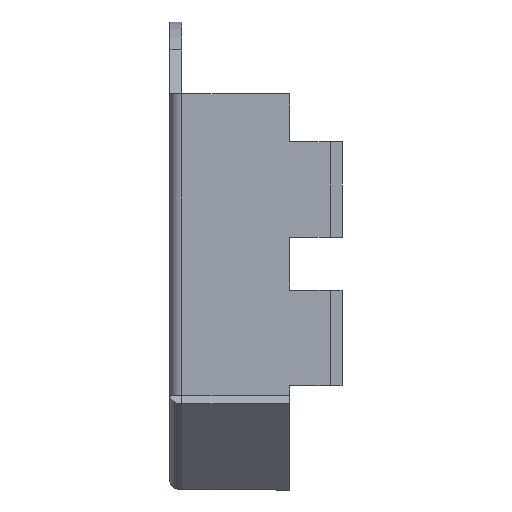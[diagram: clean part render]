
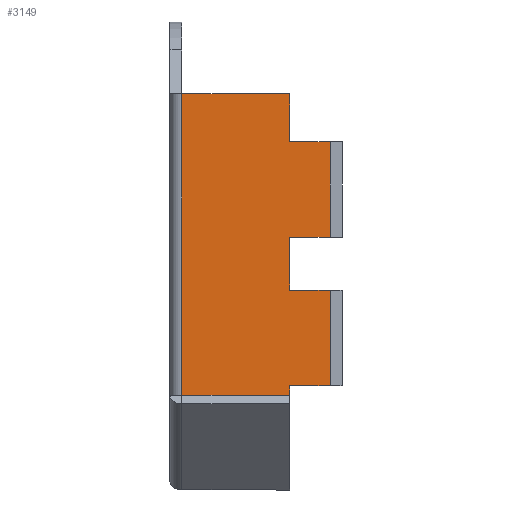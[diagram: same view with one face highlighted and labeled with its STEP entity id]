
A CAD part, left-side view. The second image highlights one B-rep face of the part: STEP entity #3149.
In plain terms, the highlighted planar face has unit normal (-1, 0, 0).
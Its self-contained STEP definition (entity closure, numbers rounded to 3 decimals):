
#31 = LINE ( 'NONE', #3219, #1405 ) ;
#107 = VERTEX_POINT ( 'NONE', #2768 ) ;
#121 = VECTOR ( 'NONE', #2189, 1000. ) ;
#130 = ORIENTED_EDGE ( 'NONE', *, *, #545, .F. ) ;
#157 = EDGE_LOOP ( 'NONE', ( #2107, #1765, #2292, #3445, #2111, #130, #1223, #1656, #3283, #2230, #3165, #1058 ) ) ;
#220 = VERTEX_POINT ( 'NONE', #3390 ) ;
#243 = LINE ( 'NONE', #278, #121 ) ;
#278 = CARTESIAN_POINT ( 'NONE',  ( -6.75, -2.5, -0.8 ) ) ;
#327 = LINE ( 'NONE', #448, #711 ) ;
#347 = LINE ( 'NONE', #561, #1219 ) ;
#443 = EDGE_CURVE ( 'NONE', #1575, #2327, #2045, .T. ) ;
#448 = CARTESIAN_POINT ( 'NONE',  ( -6.75, -0.25, 3.3 ) ) ;
#469 = EDGE_CURVE ( 'NONE', #2366, #836, #1253, .T. ) ;
#478 = CARTESIAN_POINT ( 'NONE',  ( -6.75, -0.25, -3. ) ) ;
#483 = CARTESIAN_POINT ( 'NONE',  ( -6.75, -2.5, -3. ) ) ;
#545 = EDGE_CURVE ( 'NONE', #2777, #220, #243, .T. ) ;
#547 = CARTESIAN_POINT ( 'NONE',  ( -6.75, -2.5, 0.3 ) ) ;
#555 = VECTOR ( 'NONE', #1004, 1000. ) ;
#561 = CARTESIAN_POINT ( 'NONE',  ( -6.75, -2.5, -2.8 ) ) ;
#581 = CARTESIAN_POINT ( 'NONE',  ( -6.75, -2.5, -2.8 ) ) ;
#626 = DIRECTION ( 'NONE',  ( 0., 0., -1. ) ) ;
#650 = VERTEX_POINT ( 'NONE', #1207 ) ;
#675 = FACE_OUTER_BOUND ( 'NONE', #157, .T. ) ;
#711 = VECTOR ( 'NONE', #3464, 1000. ) ;
#745 = CARTESIAN_POINT ( 'NONE',  ( -6.75, -2.5, -3. ) ) ;
#776 = EDGE_CURVE ( 'NONE', #3375, #1140, #31, .T. ) ;
#836 = VERTEX_POINT ( 'NONE', #478 ) ;
#850 = CARTESIAN_POINT ( 'NONE',  ( -6.75, -3.35, -2.8 ) ) ;
#932 = CARTESIAN_POINT ( 'NONE',  ( -6.75, -2.5, -3. ) ) ;
#1004 = DIRECTION ( 'NONE',  ( 0., 0., 1. ) ) ;
#1051 = DIRECTION ( 'NONE',  ( 0., -1., 0. ) ) ;
#1052 = CARTESIAN_POINT ( 'NONE',  ( -6.75, -0.25, -3. ) ) ;
#1058 = ORIENTED_EDGE ( 'NONE', *, *, #2763, .F. ) ;
#1064 = CARTESIAN_POINT ( 'NONE',  ( -6.75, -2.5, 3.3 ) ) ;
#1093 = DIRECTION ( 'NONE',  ( 0., -1., 0. ) ) ;
#1117 = DIRECTION ( 'NONE',  ( 0., 0., 1. ) ) ;
#1140 = VERTEX_POINT ( 'NONE', #1813 ) ;
#1152 = EDGE_CURVE ( 'NONE', #2327, #107, #3516, .T. ) ;
#1170 = AXIS2_PLACEMENT_3D ( 'NONE', #1837, #1570, #1051 ) ;
#1207 = CARTESIAN_POINT ( 'NONE',  ( -6.75, -3.35, -2.8 ) ) ;
#1219 = VECTOR ( 'NONE', #1923, 1000. ) ;
#1220 = DIRECTION ( 'NONE',  ( 0., -1., 0. ) ) ;
#1223 = ORIENTED_EDGE ( 'NONE', *, *, #3560, .F. ) ;
#1253 = LINE ( 'NONE', #1052, #2688 ) ;
#1288 = EDGE_CURVE ( 'NONE', #836, #3361, #327, .T. ) ;
#1289 = LINE ( 'NONE', #850, #1879 ) ;
#1312 = DIRECTION ( 'NONE',  ( 0., 0., -1. ) ) ;
#1338 = VECTOR ( 'NONE', #2440, 1000. ) ;
#1405 = VECTOR ( 'NONE', #1093, 1000. ) ;
#1570 = DIRECTION ( 'NONE',  ( -1., 0., 0. ) ) ;
#1575 = VERTEX_POINT ( 'NONE', #1064 ) ;
#1656 = ORIENTED_EDGE ( 'NONE', *, *, #776, .T. ) ;
#1765 = ORIENTED_EDGE ( 'NONE', *, *, #469, .F. ) ;
#1813 = CARTESIAN_POINT ( 'NONE',  ( -6.75, -3.35, 0.3 ) ) ;
#1837 = CARTESIAN_POINT ( 'NONE',  ( -6.75, 0., 0. ) ) ;
#1843 = CARTESIAN_POINT ( 'NONE',  ( -6.75, -2.5, -0.8 ) ) ;
#1874 = DIRECTION ( 'NONE',  ( 0., 1., 0. ) ) ;
#1879 = VECTOR ( 'NONE', #1117, 1000. ) ;
#1923 = DIRECTION ( 'NONE',  ( 0., -1., 0. ) ) ;
#2045 = LINE ( 'NONE', #483, #1338 ) ;
#2092 = LINE ( 'NONE', #745, #2593 ) ;
#2107 = ORIENTED_EDGE ( 'NONE', *, *, #1288, .F. ) ;
#2111 = ORIENTED_EDGE ( 'NONE', *, *, #3023, .T. ) ;
#2114 = CARTESIAN_POINT ( 'NONE',  ( -6.75, -2.5, 3.3 ) ) ;
#2188 = CARTESIAN_POINT ( 'NONE',  ( -6.75, -0.25, 3.3 ) ) ;
#2189 = DIRECTION ( 'NONE',  ( 0., -1., 0. ) ) ;
#2230 = ORIENTED_EDGE ( 'NONE', *, *, #1152, .F. ) ;
#2267 = CARTESIAN_POINT ( 'NONE',  ( -6.75, -2.5, 2.3 ) ) ;
#2292 = ORIENTED_EDGE ( 'NONE', *, *, #2588, .F. ) ;
#2327 = VERTEX_POINT ( 'NONE', #2267 ) ;
#2366 = VERTEX_POINT ( 'NONE', #3067 ) ;
#2413 = VERTEX_POINT ( 'NONE', #581 ) ;
#2440 = DIRECTION ( 'NONE',  ( 0., 0., -1. ) ) ;
#2588 = EDGE_CURVE ( 'NONE', #2413, #2366, #2092, .T. ) ;
#2593 = VECTOR ( 'NONE', #1312, 1000. ) ;
#2602 = VECTOR ( 'NONE', #626, 1000. ) ;
#2638 = VECTOR ( 'NONE', #3495, 1000. ) ;
#2688 = VECTOR ( 'NONE', #1874, 1000. ) ;
#2763 = EDGE_CURVE ( 'NONE', #3361, #1575, #3081, .T. ) ;
#2768 = CARTESIAN_POINT ( 'NONE',  ( -6.75, -3.35, 2.3 ) ) ;
#2777 = VERTEX_POINT ( 'NONE', #1843 ) ;
#2785 = EDGE_CURVE ( 'NONE', #1140, #107, #3479, .T. ) ;
#2945 = CARTESIAN_POINT ( 'NONE',  ( -6.75, -3.35, 0.3 ) ) ;
#3023 = EDGE_CURVE ( 'NONE', #650, #220, #1289, .T. ) ;
#3067 = CARTESIAN_POINT ( 'NONE',  ( -6.75, -2.5, -3. ) ) ;
#3081 = LINE ( 'NONE', #2114, #2638 ) ;
#3149 = ADVANCED_FACE ( 'NONE', ( #675 ), #3497, .T. ) ;
#3165 = ORIENTED_EDGE ( 'NONE', *, *, #443, .F. ) ;
#3202 = VECTOR ( 'NONE', #1220, 1000. ) ;
#3219 = CARTESIAN_POINT ( 'NONE',  ( -6.75, -2.5, 0.3 ) ) ;
#3283 = ORIENTED_EDGE ( 'NONE', *, *, #2785, .T. ) ;
#3361 = VERTEX_POINT ( 'NONE', #2188 ) ;
#3363 = LINE ( 'NONE', #932, #2602 ) ;
#3375 = VERTEX_POINT ( 'NONE', #547 ) ;
#3382 = EDGE_CURVE ( 'NONE', #2413, #650, #347, .T. ) ;
#3390 = CARTESIAN_POINT ( 'NONE',  ( -6.75, -3.35, -0.8 ) ) ;
#3445 = ORIENTED_EDGE ( 'NONE', *, *, #3382, .T. ) ;
#3464 = DIRECTION ( 'NONE',  ( 0., 0., 1. ) ) ;
#3468 = CARTESIAN_POINT ( 'NONE',  ( -6.75, -2.5, 2.3 ) ) ;
#3479 = LINE ( 'NONE', #2945, #555 ) ;
#3495 = DIRECTION ( 'NONE',  ( 0., -1., 0. ) ) ;
#3497 = PLANE ( 'NONE',  #1170 ) ;
#3516 = LINE ( 'NONE', #3468, #3202 ) ;
#3560 = EDGE_CURVE ( 'NONE', #3375, #2777, #3363, .T. ) ;
